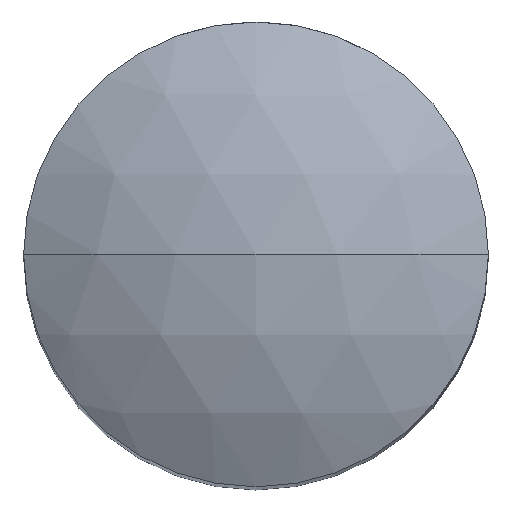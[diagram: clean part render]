
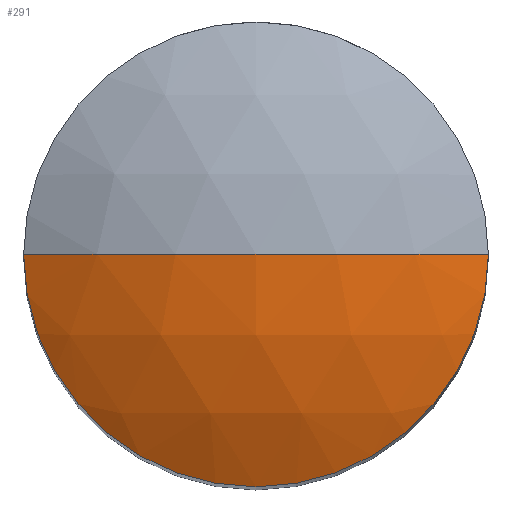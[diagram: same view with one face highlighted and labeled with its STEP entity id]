
A CAD part, top view. The second image highlights one B-rep face of the part: STEP entity #291.
In plain terms, the highlighted spherical face has radius 8 mm.
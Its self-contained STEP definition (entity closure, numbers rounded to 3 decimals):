
#10 = AXIS2_PLACEMENT_3D ( 'NONE', #752, #383, #806 ) ;
#38 = AXIS2_PLACEMENT_3D ( 'NONE', #690, #309, #749 ) ;
#80 = AXIS2_PLACEMENT_3D ( 'NONE', #246, #265, #254 ) ;
#127 = CARTESIAN_POINT ( 'NONE',  ( 0., 0., 17.5 ) ) ;
#154 = CARTESIAN_POINT ( 'NONE',  ( 0., 0., 9.5 ) ) ;
#178 = EDGE_CURVE ( 'NONE', #564, #694, #729, .T. ) ;
#246 = CARTESIAN_POINT ( 'NONE',  ( 0., 0., 9.5 ) ) ;
#254 = DIRECTION ( 'NONE',  ( 0., 0., 1. ) ) ;
#265 = DIRECTION ( 'NONE',  ( 0., 1., 0. ) ) ;
#267 = EDGE_CURVE ( 'NONE', #564, #403, #785, .T. ) ;
#288 = EDGE_CURVE ( 'NONE', #694, #403, #445, .T. ) ;
#291 = ADVANCED_FACE ( 'NONE', ( #770 ), #756, .T. ) ;
#309 = DIRECTION ( 'NONE',  ( 0., -1., 0. ) ) ;
#314 = DIRECTION ( 'NONE',  ( 0., -1., 0. ) ) ;
#343 = EDGE_LOOP ( 'NONE', ( #522, #498, #659 ) ) ;
#383 = DIRECTION ( 'NONE',  ( 0., 0., -1. ) ) ;
#403 = VERTEX_POINT ( 'NONE', #536 ) ;
#420 = CARTESIAN_POINT ( 'NONE',  ( 4., 0., 16.428 ) ) ;
#441 = AXIS2_PLACEMENT_3D ( 'NONE', #154, #314, #442 ) ;
#442 = DIRECTION ( 'NONE',  ( 1., 0., 0. ) ) ;
#445 = CIRCLE ( 'NONE', #10, 4. ) ;
#498 = ORIENTED_EDGE ( 'NONE', *, *, #267, .T. ) ;
#522 = ORIENTED_EDGE ( 'NONE', *, *, #178, .F. ) ;
#536 = CARTESIAN_POINT ( 'NONE',  ( -4., 0., 16.428 ) ) ;
#564 = VERTEX_POINT ( 'NONE', #127 ) ;
#659 = ORIENTED_EDGE ( 'NONE', *, *, #288, .F. ) ;
#690 = CARTESIAN_POINT ( 'NONE',  ( 0., 0., 9.5 ) ) ;
#694 = VERTEX_POINT ( 'NONE', #420 ) ;
#729 = CIRCLE ( 'NONE', #80, 8. ) ;
#749 = DIRECTION ( 'NONE',  ( 1., 0., 0. ) ) ;
#752 = CARTESIAN_POINT ( 'NONE',  ( 0., 0., 16.428 ) ) ;
#756 = SPHERICAL_SURFACE ( 'NONE', #441, 8. ) ;
#770 = FACE_OUTER_BOUND ( 'NONE', #343, .T. ) ;
#785 = CIRCLE ( 'NONE', #38, 8. ) ;
#806 = DIRECTION ( 'NONE',  ( -1., 0., 0. ) ) ;
